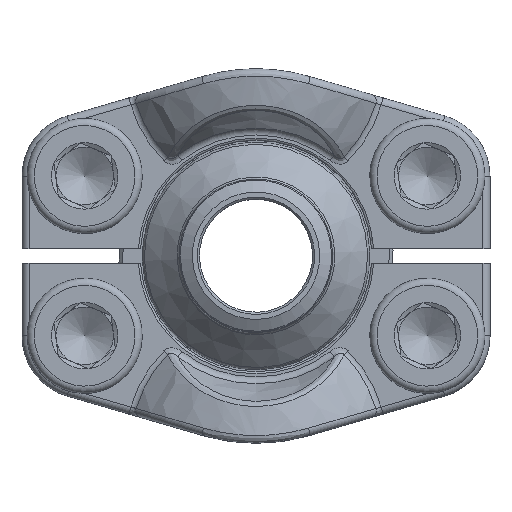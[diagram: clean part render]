
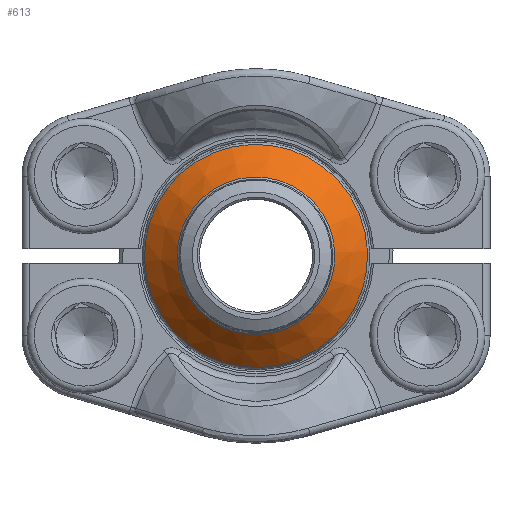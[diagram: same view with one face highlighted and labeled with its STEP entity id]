
A CAD part, top view. The second image highlights one B-rep face of the part: STEP entity #613.
In plain terms, the highlighted conical face has half-angle 45.847 degrees and reference radius 15.8 mm.
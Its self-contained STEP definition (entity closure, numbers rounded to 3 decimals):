
#401=CONICAL_SURFACE('',#1882,15.8,45.847);
#448=FACE_BOUND('',#816,.T.);
#449=FACE_BOUND('',#817,.T.);
#613=ADVANCED_FACE('',(#448,#449),#401,.T.);
#816=EDGE_LOOP('',(#1228));
#817=EDGE_LOOP('',(#1229));
#1228=ORIENTED_EDGE('',*,*,#1598,.T.);
#1229=ORIENTED_EDGE('',*,*,#1599,.T.);
#1434=VERTEX_POINT('',#3005);
#1435=VERTEX_POINT('',#3007);
#1598=EDGE_CURVE('',#1434,#1434,#1726,.T.);
#1599=EDGE_CURVE('',#1435,#1435,#1727,.T.);
#1726=CIRCLE('',#1880,10.953);
#1727=CIRCLE('',#1881,15.497);
#1880=AXIS2_PLACEMENT_3D('',#3004,#2244,#2245);
#1881=AXIS2_PLACEMENT_3D('',#3006,#2246,#2247);
#1882=AXIS2_PLACEMENT_3D('',#3008,#2248,#2249);
#2244=DIRECTION('',(-1.,0.,0.));
#2245=DIRECTION('',(0.,0.,1.));
#2246=DIRECTION('',(1.,0.,0.));
#2247=DIRECTION('',(0.,0.,-1.));
#2248=DIRECTION('',(-1.,0.,0.));
#2249=DIRECTION('',(0.,0.,1.));
#3004=CARTESIAN_POINT('',(19.705,0.,0.));
#3005=CARTESIAN_POINT('',(19.705,0.,10.953));
#3006=CARTESIAN_POINT('',(15.295,0.,0.));
#3007=CARTESIAN_POINT('',(15.295,0.,-15.497));
#3008=CARTESIAN_POINT('',(15.,0.,0.));
